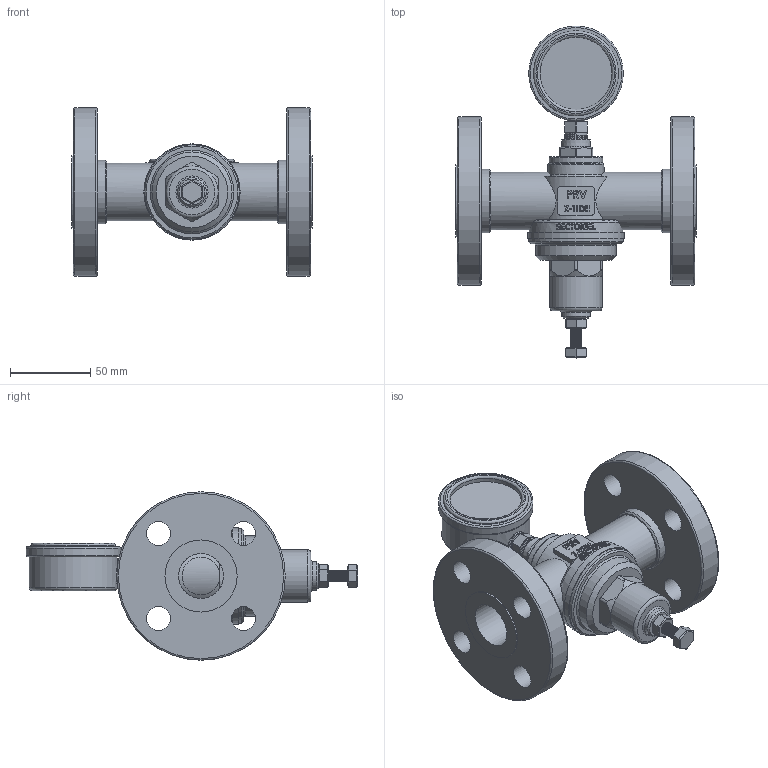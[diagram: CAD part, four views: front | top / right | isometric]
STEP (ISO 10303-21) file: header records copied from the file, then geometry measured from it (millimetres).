
FILE_DESCRIPTION(/* description */ (''),/* implementation_level */ '2;1');
FILE_NAME(/* name */ 'REF20-S.stp',/* time_stamp */ '2014-07-16T13:22:30+02:00',/* author */ ('fballet'),/* organization */ (''),/* preprocessor_version */ 'ST-DEVELOPER v15.2',/* originating_system */ 'Autodesk Inventor 2014',/* authorisation */ '');
FILE_SCHEMA (('AUTOMOTIVE_DESIGN { 1 0 10303 214 3 1 1 }'));
Length unit declared in the file: centimetre
Products named in the file (1): REF20-S
Bounding box: 150 x 206.95 x 105 mm (x, y, z)
Volume: 377016.3 mm3; surface area: 120257.4 mm2
Topology: 6 solids, 8 shells, 567 faces, 1628 edges, 1118 vertices
Faces by surface type: plane 296, cylinder 124, bspline 99, cone 19, torus 17, sphere 12
Full cylindrical faces by diameter (mm): 2.7 x3, 8 x1, 11 x1, 11.048 x1, 11.378 x1, 13.952 x9, 15 x8, 17 x1, 18 x1, 23.6 x2, 26 x2, 26.5 x1, 28 x2, 31 x1, 32.5 x1, 33.5 x1, 35 x1, 36 x2, 39 x1, 39.5 x2, 43 x1, 45 x4, 48.5 x1, 50 x2, 53 x1, 55 x1, 55.031 x1, 58.5 x1, 59 x2, 60 x1
Entity records: 27393 total; most frequent: CARTESIAN_POINT 13749, ORIENTED_EDGE 2994, DIRECTION 2184, EDGE_CURVE 1497, VERTEX_POINT 1096, AXIS2_PLACEMENT_3D 747, EDGE_LOOP 721, LINE 690
